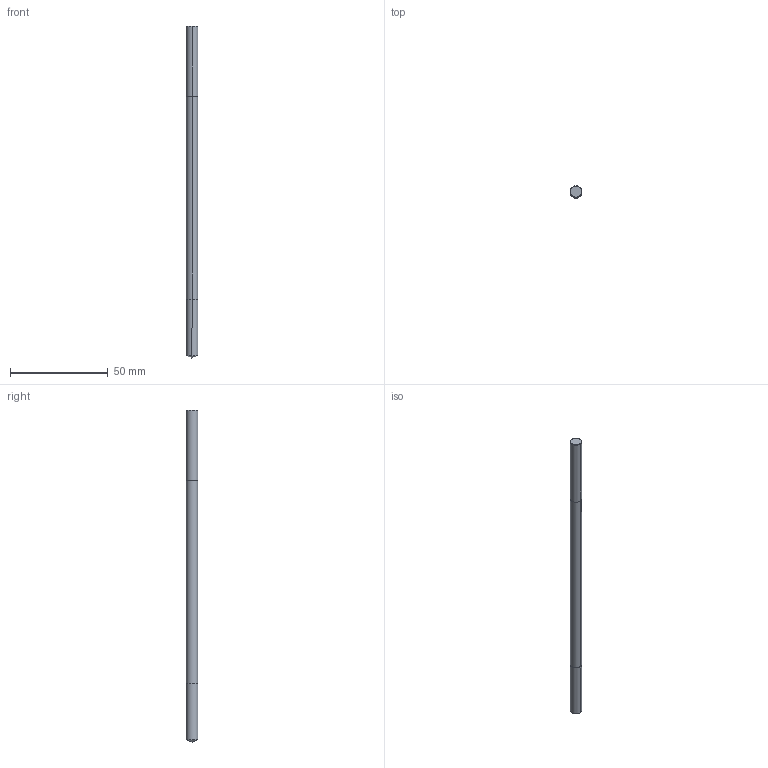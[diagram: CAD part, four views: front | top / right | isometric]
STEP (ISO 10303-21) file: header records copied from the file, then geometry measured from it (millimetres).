
FILE_DESCRIPTION((''),'2;1');
FILE_NAME('607235556-000-00-E43','2019-04-16T14:13:26',('steckerb'),(''),'CREO PARAMETRIC BY PTC INC, 2018300','CREO PARAMETRIC BY PTC INC, 2018300','');
FILE_SCHEMA(('AUTOMOTIVE_DESIGN { 1 0 10303 214 1 1 1 1 }'));
Length unit declared in the file: millimetre
Products named in the file (1): 607235556-000-00-E43
Bounding box: 6 x 6 x 170 mm (x, y, z)
Volume: 4590.2 mm3; surface area: 3173.4 mm2
Topology: 1 solids, 1 shells, 15 faces, 548 edges, 1008 vertices
Faces by surface type: cone 8, cylinder 6, plane 1
Entity records: 3628 total; most frequent: CARTESIAN_POINT 1822, B_SPLINE_CURVE_WITH_KNOTS 383, DIRECTION 249, TRIMMED_CURVE 135, VECTOR 113, LINE 113, PRESENTATION_STYLE_ASSIGNMENT 82, STYLED_ITEM 78
